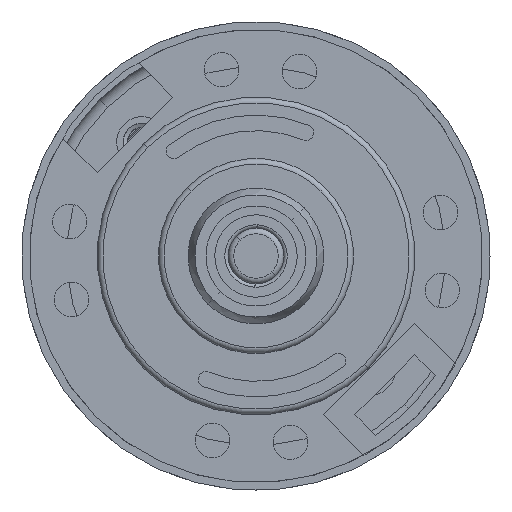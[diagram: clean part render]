
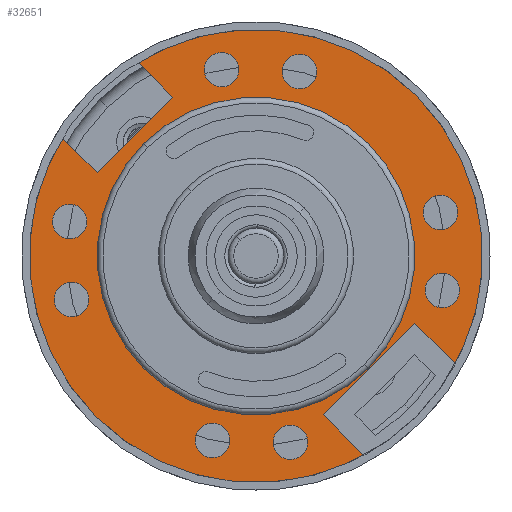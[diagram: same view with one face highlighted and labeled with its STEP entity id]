
A CAD part, left-side view. The second image highlights one B-rep face of the part: STEP entity #32651.
In plain terms, the highlighted planar face has unit normal (-1, 0, 0).
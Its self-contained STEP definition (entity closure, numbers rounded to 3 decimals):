
#31581=CARTESIAN_POINT('',(-1.2,0.,0.));
#31582=DIRECTION('',(-1.,0.,0.));
#31583=DIRECTION('',(0.,-0.236,-0.972));
#31584=AXIS2_PLACEMENT_3D('',#31581,#31582,#31583);
#31586=DIRECTION('',(0.,0.,-1.));
#31587=VECTOR('',#31586,4.426);
#31588=CARTESIAN_POINT('',(-1.2,-4.8,-15.35));
#31589=LINE('',#31588,#31587);
#31590=DIRECTION('',(0.,-1.,0.));
#31591=VECTOR('',#31590,9.6);
#31592=CARTESIAN_POINT('',(-1.2,4.8,-15.35));
#31593=LINE('',#31592,#31591);
#31594=DIRECTION('',(0.,0.,1.));
#31595=VECTOR('',#31594,4.426);
#31596=CARTESIAN_POINT('',(-1.2,4.8,-19.776));
#31597=LINE('',#31596,#31595);
#31598=CARTESIAN_POINT('',(-1.2,0.,0.));
#31599=DIRECTION('',(-1.,0.,0.));
#31600=DIRECTION('',(0.,0.236,0.972));
#31601=AXIS2_PLACEMENT_3D('',#31598,#31599,#31600);
#31603=DIRECTION('',(0.,0.,1.));
#31604=VECTOR('',#31603,4.426);
#31605=CARTESIAN_POINT('',(-1.2,4.8,15.35));
#31606=LINE('',#31605,#31604);
#31607=DIRECTION('',(0.,1.,0.));
#31608=VECTOR('',#31607,9.6);
#31609=CARTESIAN_POINT('',(-1.2,-4.8,15.35));
#31610=LINE('',#31609,#31608);
#31611=DIRECTION('',(0.,0.,-1.));
#31612=VECTOR('',#31611,4.426);
#31613=CARTESIAN_POINT('',(-1.2,-4.8,19.776));
#31614=LINE('',#31613,#31612);
#31615=CARTESIAN_POINT('',(-1.2,-9.641,14.002));
#31616=DIRECTION('',(1.,0.,0.));
#31617=DIRECTION('',(0.,0.,-1.));
#31618=AXIS2_PLACEMENT_3D('',#31615,#31616,#31617);
#31620=CARTESIAN_POINT('',(-1.2,-9.641,14.002));
#31621=DIRECTION('',(1.,0.,0.));
#31622=DIRECTION('',(0.,0.,1.));
#31623=AXIS2_PLACEMENT_3D('',#31620,#31621,#31622);
#31625=CARTESIAN_POINT('',(-1.2,14.462,-8.936));
#31626=DIRECTION('',(1.,0.,0.));
#31627=DIRECTION('',(0.,0.,-1.));
#31628=AXIS2_PLACEMENT_3D('',#31625,#31626,#31627);
#31630=CARTESIAN_POINT('',(-1.2,14.462,-8.936));
#31631=DIRECTION('',(1.,0.,0.));
#31632=DIRECTION('',(0.,0.,1.));
#31633=AXIS2_PLACEMENT_3D('',#31630,#31631,#31632);
#31635=CARTESIAN_POINT('',(-1.2,9.641,-14.002));
#31636=DIRECTION('',(1.,0.,0.));
#31637=DIRECTION('',(0.,0.,-1.));
#31638=AXIS2_PLACEMENT_3D('',#31635,#31636,#31637);
#31640=CARTESIAN_POINT('',(-1.2,9.641,-14.002));
#31641=DIRECTION('',(1.,0.,0.));
#31642=DIRECTION('',(0.,0.,1.));
#31643=AXIS2_PLACEMENT_3D('',#31640,#31641,#31642);
#31645=CARTESIAN_POINT('',(-1.2,9.641,14.002));
#31646=DIRECTION('',(1.,0.,0.));
#31647=DIRECTION('',(0.,0.,-1.));
#31648=AXIS2_PLACEMENT_3D('',#31645,#31646,#31647);
#31650=CARTESIAN_POINT('',(-1.2,9.641,14.002));
#31651=DIRECTION('',(1.,0.,0.));
#31652=DIRECTION('',(0.,0.,1.));
#31653=AXIS2_PLACEMENT_3D('',#31650,#31651,#31652);
#31655=CARTESIAN_POINT('',(-1.2,-14.462,8.936));
#31656=DIRECTION('',(1.,0.,0.));
#31657=DIRECTION('',(0.,0.,-1.));
#31658=AXIS2_PLACEMENT_3D('',#31655,#31656,#31657);
#31660=CARTESIAN_POINT('',(-1.2,-14.462,8.936));
#31661=DIRECTION('',(1.,0.,0.));
#31662=DIRECTION('',(0.,0.,1.));
#31663=AXIS2_PLACEMENT_3D('',#31660,#31661,#31662);
#31665=CARTESIAN_POINT('',(-1.2,-14.462,-8.936));
#31666=DIRECTION('',(1.,0.,0.));
#31667=DIRECTION('',(0.,0.,-1.));
#31668=AXIS2_PLACEMENT_3D('',#31665,#31666,#31667);
#31670=CARTESIAN_POINT('',(-1.2,-14.462,-8.936));
#31671=DIRECTION('',(1.,0.,0.));
#31672=DIRECTION('',(0.,0.,1.));
#31673=AXIS2_PLACEMENT_3D('',#31670,#31671,#31672);
#31675=CARTESIAN_POINT('',(-1.2,-9.641,-14.002));
#31676=DIRECTION('',(1.,0.,0.));
#31677=DIRECTION('',(0.,0.,-1.));
#31678=AXIS2_PLACEMENT_3D('',#31675,#31676,#31677);
#31680=CARTESIAN_POINT('',(-1.2,-9.641,-14.002));
#31681=DIRECTION('',(1.,0.,0.));
#31682=DIRECTION('',(0.,0.,1.));
#31683=AXIS2_PLACEMENT_3D('',#31680,#31681,#31682);
#31685=CARTESIAN_POINT('',(-1.2,14.462,8.936));
#31686=DIRECTION('',(1.,0.,0.));
#31687=DIRECTION('',(0.,0.,-1.));
#31688=AXIS2_PLACEMENT_3D('',#31685,#31686,#31687);
#31690=CARTESIAN_POINT('',(-1.2,14.462,8.936));
#31691=DIRECTION('',(1.,0.,0.));
#31692=DIRECTION('',(0.,0.,1.));
#31693=AXIS2_PLACEMENT_3D('',#31690,#31691,#31692);
#31695=CARTESIAN_POINT('',(-1.2,0.,0.));
#31696=DIRECTION('',(1.,0.,0.));
#31697=DIRECTION('',(0.,0.,-1.));
#31698=AXIS2_PLACEMENT_3D('',#31695,#31696,#31697);
#31700=CARTESIAN_POINT('',(-1.2,0.,0.));
#31701=DIRECTION('',(1.,0.,0.));
#31702=DIRECTION('',(0.,0.,1.));
#31703=AXIS2_PLACEMENT_3D('',#31700,#31701,#31702);
#32118=CARTESIAN_POINT('',(-1.2,-4.8,19.776));
#32119=CARTESIAN_POINT('',(-1.2,-4.8,15.35));
#32120=VERTEX_POINT('',#32118);
#32121=VERTEX_POINT('',#32119);
#32122=CARTESIAN_POINT('',(-1.2,4.8,15.35));
#32123=CARTESIAN_POINT('',(-1.2,4.8,19.776));
#32124=VERTEX_POINT('',#32122);
#32125=VERTEX_POINT('',#32123);
#32138=CARTESIAN_POINT('',(-1.2,0.,14.25));
#32139=VERTEX_POINT('',#32138);
#32148=CARTESIAN_POINT('',(-1.2,14.462,10.486));
#32150=VERTEX_POINT('',#32148);
#32156=CARTESIAN_POINT('',(-1.2,9.641,15.552));
#32157=CARTESIAN_POINT('',(-1.2,9.641,12.452));
#32158=VERTEX_POINT('',#32156);
#32159=VERTEX_POINT('',#32157);
#32160=CARTESIAN_POINT('',(-1.2,4.8,-19.776));
#32161=VERTEX_POINT('',#32160);
#32162=CARTESIAN_POINT('',(-1.2,-4.8,-19.776));
#32164=VERTEX_POINT('',#32162);
#32170=CARTESIAN_POINT('',(-1.2,14.462,-7.386));
#32172=VERTEX_POINT('',#32170);
#32176=CARTESIAN_POINT('',(-1.2,9.641,-15.552));
#32178=VERTEX_POINT('',#32176);
#32184=CARTESIAN_POINT('',(-1.2,9.641,-12.452));
#32185=VERTEX_POINT('',#32184);
#32190=CARTESIAN_POINT('',(-1.2,-9.641,15.552));
#32191=VERTEX_POINT('',#32190);
#32192=CARTESIAN_POINT('',(-1.2,14.462,-10.486));
#32193=VERTEX_POINT('',#32192);
#32198=CARTESIAN_POINT('',(-1.2,0.,-14.25));
#32199=VERTEX_POINT('',#32198);
#32210=CARTESIAN_POINT('',(-1.2,-4.8,-15.35));
#32211=VERTEX_POINT('',#32210);
#32218=CARTESIAN_POINT('',(-1.2,-9.641,12.452));
#32219=VERTEX_POINT('',#32218);
#32226=CARTESIAN_POINT('',(-1.2,-9.641,-15.552));
#32227=CARTESIAN_POINT('',(-1.2,-9.641,-12.452));
#32228=VERTEX_POINT('',#32226);
#32229=VERTEX_POINT('',#32227);
#32270=CARTESIAN_POINT('',(-1.2,-14.462,10.486));
#32271=VERTEX_POINT('',#32270);
#32272=CARTESIAN_POINT('',(-1.2,-14.462,7.386));
#32273=VERTEX_POINT('',#32272);
#32288=CARTESIAN_POINT('',(-1.2,-14.462,-7.386));
#32289=CARTESIAN_POINT('',(-1.2,-14.462,-10.486));
#32290=VERTEX_POINT('',#32288);
#32291=VERTEX_POINT('',#32289);
#32294=CARTESIAN_POINT('',(-1.2,4.8,-15.35));
#32295=VERTEX_POINT('',#32294);
#32298=CARTESIAN_POINT('',(-1.2,14.462,7.386));
#32299=VERTEX_POINT('',#32298);
#32575=CARTESIAN_POINT('',(-1.2,14.25,0.));
#32576=DIRECTION('',(1.,0.,0.));
#32577=DIRECTION('',(0.,0.,-1.));
#32578=AXIS2_PLACEMENT_3D('',#32575,#32576,#32577);
#32579=PLANE('',#32578);
#32581=ORIENTED_EDGE('',*,*,#32580,.F.);
#32583=ORIENTED_EDGE('',*,*,#32582,.F.);
#32585=ORIENTED_EDGE('',*,*,#32584,.F.);
#32587=ORIENTED_EDGE('',*,*,#32586,.F.);
#32589=ORIENTED_EDGE('',*,*,#32588,.F.);
#32591=ORIENTED_EDGE('',*,*,#32590,.F.);
#32593=ORIENTED_EDGE('',*,*,#32592,.F.);
#32595=ORIENTED_EDGE('',*,*,#32594,.F.);
#32596=EDGE_LOOP('',(#32581,#32583,#32585,#32587,#32589,#32591,#32593,#32595));
#32597=FACE_OUTER_BOUND('',#32596,.F.);
#32599=ORIENTED_EDGE('',*,*,#32598,.F.);
#32601=ORIENTED_EDGE('',*,*,#32600,.F.);
#32602=EDGE_LOOP('',(#32599,#32601));
#32603=FACE_BOUND('',#32602,.F.);
#32605=ORIENTED_EDGE('',*,*,#32604,.F.);
#32607=ORIENTED_EDGE('',*,*,#32606,.F.);
#32608=EDGE_LOOP('',(#32605,#32607));
#32609=FACE_BOUND('',#32608,.F.);
#32611=ORIENTED_EDGE('',*,*,#32610,.F.);
#32613=ORIENTED_EDGE('',*,*,#32612,.F.);
#32614=EDGE_LOOP('',(#32611,#32613));
#32615=FACE_BOUND('',#32614,.F.);
#32617=ORIENTED_EDGE('',*,*,#32616,.F.);
#32619=ORIENTED_EDGE('',*,*,#32618,.F.);
#32620=EDGE_LOOP('',(#32617,#32619));
#32621=FACE_BOUND('',#32620,.F.);
#32623=ORIENTED_EDGE('',*,*,#32622,.F.);
#32625=ORIENTED_EDGE('',*,*,#32624,.F.);
#32626=EDGE_LOOP('',(#32623,#32625));
#32627=FACE_BOUND('',#32626,.F.);
#32629=ORIENTED_EDGE('',*,*,#32628,.F.);
#32631=ORIENTED_EDGE('',*,*,#32630,.F.);
#32632=EDGE_LOOP('',(#32629,#32631));
#32633=FACE_BOUND('',#32632,.F.);
#32635=ORIENTED_EDGE('',*,*,#32634,.F.);
#32637=ORIENTED_EDGE('',*,*,#32636,.F.);
#32638=EDGE_LOOP('',(#32635,#32637));
#32639=FACE_BOUND('',#32638,.F.);
#32641=ORIENTED_EDGE('',*,*,#32640,.F.);
#32643=ORIENTED_EDGE('',*,*,#32642,.F.);
#32644=EDGE_LOOP('',(#32641,#32643));
#32645=FACE_BOUND('',#32644,.F.);
#32646=ORIENTED_EDGE('',*,*,#32565,.F.);
#32648=ORIENTED_EDGE('',*,*,#32647,.F.);
#32649=EDGE_LOOP('',(#32646,#32648));
#32650=FACE_BOUND('',#32649,.F.);
#31585=CIRCLE('',#31584,20.35);
#31602=CIRCLE('',#31601,20.35);
#31619=CIRCLE('',#31618,1.55);
#31624=CIRCLE('',#31623,1.55);
#31629=CIRCLE('',#31628,1.55);
#31634=CIRCLE('',#31633,1.55);
#31639=CIRCLE('',#31638,1.55);
#31644=CIRCLE('',#31643,1.55);
#31649=CIRCLE('',#31648,1.55);
#31654=CIRCLE('',#31653,1.55);
#31659=CIRCLE('',#31658,1.55);
#31664=CIRCLE('',#31663,1.55);
#31669=CIRCLE('',#31668,1.55);
#31674=CIRCLE('',#31673,1.55);
#31679=CIRCLE('',#31678,1.55);
#31684=CIRCLE('',#31683,1.55);
#31689=CIRCLE('',#31688,1.55);
#31694=CIRCLE('',#31693,1.55);
#31699=CIRCLE('',#31698,14.25);
#31704=CIRCLE('',#31703,14.25);
#32565=EDGE_CURVE('',#32199,#32139,#31699,.T.);
#32580=EDGE_CURVE('',#32164,#32120,#31585,.T.);
#32582=EDGE_CURVE('',#32211,#32164,#31589,.T.);
#32584=EDGE_CURVE('',#32295,#32211,#31593,.T.);
#32586=EDGE_CURVE('',#32161,#32295,#31597,.T.);
#32588=EDGE_CURVE('',#32125,#32161,#31602,.T.);
#32590=EDGE_CURVE('',#32124,#32125,#31606,.T.);
#32592=EDGE_CURVE('',#32121,#32124,#31610,.T.);
#32594=EDGE_CURVE('',#32120,#32121,#31614,.T.);
#32598=EDGE_CURVE('',#32219,#32191,#31619,.T.);
#32600=EDGE_CURVE('',#32191,#32219,#31624,.T.);
#32604=EDGE_CURVE('',#32193,#32172,#31629,.T.);
#32606=EDGE_CURVE('',#32172,#32193,#31634,.T.);
#32610=EDGE_CURVE('',#32178,#32185,#31639,.T.);
#32612=EDGE_CURVE('',#32185,#32178,#31644,.T.);
#32616=EDGE_CURVE('',#32159,#32158,#31649,.T.);
#32618=EDGE_CURVE('',#32158,#32159,#31654,.T.);
#32622=EDGE_CURVE('',#32273,#32271,#31659,.T.);
#32624=EDGE_CURVE('',#32271,#32273,#31664,.T.);
#32628=EDGE_CURVE('',#32291,#32290,#31669,.T.);
#32630=EDGE_CURVE('',#32290,#32291,#31674,.T.);
#32634=EDGE_CURVE('',#32228,#32229,#31679,.T.);
#32636=EDGE_CURVE('',#32229,#32228,#31684,.T.);
#32640=EDGE_CURVE('',#32299,#32150,#31689,.T.);
#32642=EDGE_CURVE('',#32150,#32299,#31694,.T.);
#32647=EDGE_CURVE('',#32139,#32199,#31704,.T.);
#32651=ADVANCED_FACE('',(#32597,#32603,#32609,#32615,#32621,#32627,#32633,
#32639,#32645,#32650),#32579,.F.);
